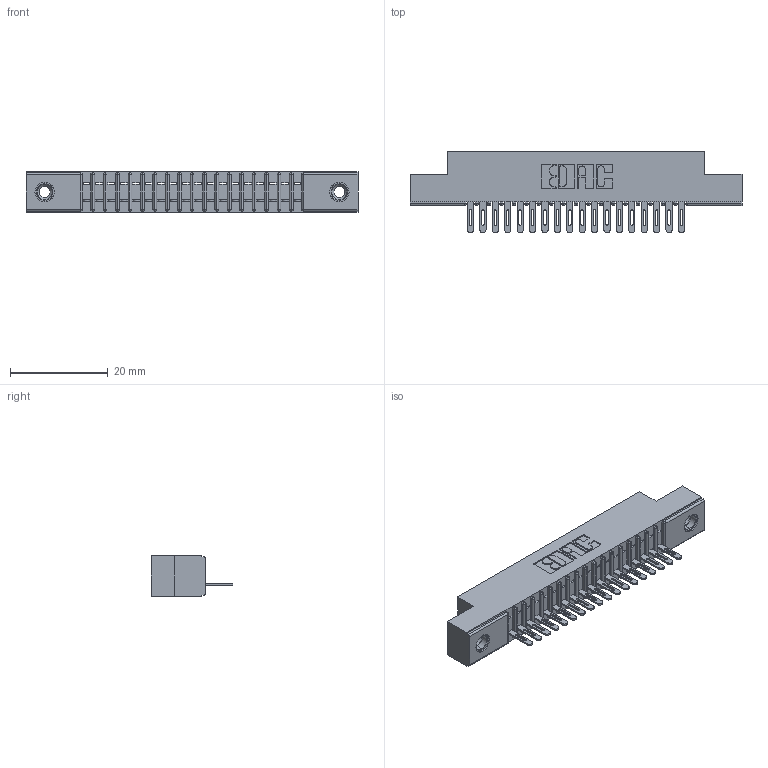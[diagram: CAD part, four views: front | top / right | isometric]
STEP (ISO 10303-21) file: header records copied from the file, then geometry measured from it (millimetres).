
FILE_DESCRIPTION (( 'STEP AP203' ), '1' );
FILE_NAME ('341-018-500-108.STEP', '2018-08-06T16:04:02', ( '' ), ( '' ), 'SwSTEP 2.0', 'SolidWorks 2016', '' );
FILE_SCHEMA (( 'CONFIG_CONTROL_DESIGN' ));
Length unit declared in the file: inch
Products named in the file (4): 345-250-001_345-250-003-102; 341-018-500-108; 341 Part_.156 (3.96) Dia Mounting Holes; 341-292-001_341-292-100
Assembly tree (21 placements, depth 2):
  341-018-500-108
    341 Part_.156 (3.96) Dia Mounting Holes
    341-292-001_341-292-100  x18
    345-250-001_345-250-003-102  x2
Bounding box: 67.94 x 16.69 x 8.38 mm (x, y, z)
Volume: 3767 mm3; surface area: 6906.5 mm2
Topology: 21 solids, 21 shells, 1652 faces, 4718 edges, 3026 vertices
Faces by surface type: plane 982, cylinder 582, sphere 38, torus 38, cone 12
Entity records: 25598 total; most frequent: CARTESIAN_POINT 4315, ORIENTED_EDGE 4296, DIRECTION 4200, EDGE_CURVE 2148, VECTOR 1702, LINE 1702, VERTEX_POINT 1364, AXIS2_PLACEMENT_3D 1249
